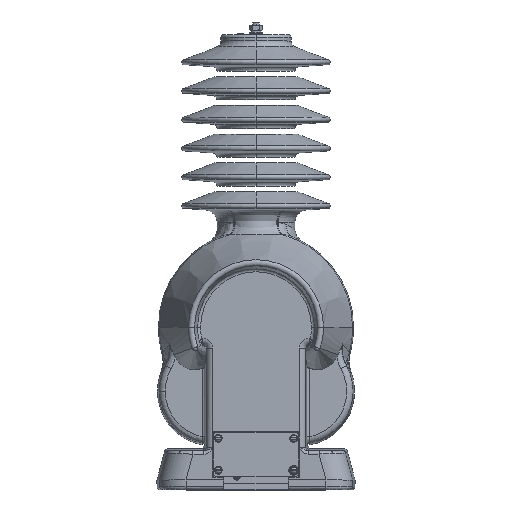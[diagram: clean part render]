
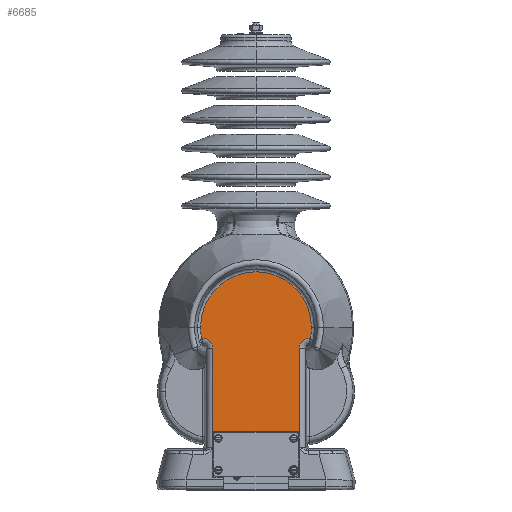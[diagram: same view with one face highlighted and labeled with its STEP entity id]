
A CAD part, top view. The second image highlights one B-rep face of the part: STEP entity #6685.
In plain terms, the highlighted planar face has unit normal (0, 0, 1).
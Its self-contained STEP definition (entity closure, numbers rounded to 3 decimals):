
#178 = VERTEX_POINT ( 'NONE', #1395 ) ;
#180 = VERTEX_POINT ( 'NONE', #1396 ) ;
#181 = VERTEX_POINT ( 'NONE', #1383 ) ;
#182 = VERTEX_POINT ( 'NONE', #1397 ) ;
#183 = VERTEX_POINT ( 'NONE', #1398 ) ;
#184 = VERTEX_POINT ( 'NONE', #1399 ) ;
#185 = VERTEX_POINT ( 'NONE', #1400 ) ;
#186 = VERTEX_POINT ( 'NONE', #1401 ) ;
#187 = VERTEX_POINT ( 'NONE', #1402 ) ;
#1197 = VERTEX_POINT ( 'NONE', #8034 ) ;
#1198 = VERTEX_POINT ( 'NONE', #8035 ) ;
#1202 = VERTEX_POINT ( 'NONE', #8039 ) ;
#1383 = CARTESIAN_POINT ( 'NONE',  ( 67.5, -22.677, 191. ) ) ;
#1395 = CARTESIAN_POINT ( 'NONE',  ( 66., -22., 191. ) ) ;
#1396 = CARTESIAN_POINT ( 'NONE',  ( -66., -22., 191. ) ) ;
#1397 = CARTESIAN_POINT ( 'NONE',  ( 67.5, 108.139, 191. ) ) ;
#1398 = CARTESIAN_POINT ( 'NONE',  ( 83.308, 123.117, 191. ) ) ;
#1399 = CARTESIAN_POINT ( 'NONE',  ( 84.788, 122.935, 191. ) ) ;
#1400 = CARTESIAN_POINT ( 'NONE',  ( -83.308, 123.117, 191. ) ) ;
#1401 = CARTESIAN_POINT ( 'NONE',  ( -67.5, 108.139, 191. ) ) ;
#1402 = CARTESIAN_POINT ( 'NONE',  ( -67.5, -22.677, 191. ) ) ;
#5172 = EDGE_CURVE ( 'NONE', #1197, #1198, #15719, .T. ) ;
#5174 = EDGE_CURVE ( 'NONE', #1202, #1197, #15721, .T. ) ;
#5941 = ORIENTED_EDGE ( 'NONE', *, *, #6136, .F. ) ;
#5942 = ORIENTED_EDGE ( 'NONE', *, *, #6135, .F. ) ;
#5943 = ORIENTED_EDGE ( 'NONE', *, *, #6133, .T. ) ;
#5944 = ORIENTED_EDGE ( 'NONE', *, *, #6137, .T. ) ;
#5945 = ORIENTED_EDGE ( 'NONE', *, *, #6129, .T. ) ;
#5946 = ORIENTED_EDGE ( 'NONE', *, *, #6134, .T. ) ;
#5947 = ORIENTED_EDGE ( 'NONE', *, *, #5174, .T. ) ;
#5948 = ORIENTED_EDGE ( 'NONE', *, *, #5172, .T. ) ;
#5949 = ORIENTED_EDGE ( 'NONE', *, *, #6139, .T. ) ;
#5950 = ORIENTED_EDGE ( 'NONE', *, *, #6141, .T. ) ;
#5951 = ORIENTED_EDGE ( 'NONE', *, *, #6138, .T. ) ;
#5952 = ORIENTED_EDGE ( 'NONE', *, *, #6140, .F. ) ;
#6129 = EDGE_CURVE ( 'NONE', #183, #184, #18530, .T. ) ;
#6133 = EDGE_CURVE ( 'NONE', #181, #182, #19932, .T. ) ;
#6134 = EDGE_CURVE ( 'NONE', #184, #1202, #19935, .T. ) ;
#6135 = EDGE_CURVE ( 'NONE', #181, #178, #19937, .T. ) ;
#6136 = EDGE_CURVE ( 'NONE', #178, #180, #19936, .T. ) ;
#6137 = EDGE_CURVE ( 'NONE', #182, #183, #19939, .T. ) ;
#6138 = EDGE_CURVE ( 'NONE', #186, #187, #19934, .T. ) ;
#6139 = EDGE_CURVE ( 'NONE', #1198, #185, #18532, .T. ) ;
#6140 = EDGE_CURVE ( 'NONE', #180, #187, #19941, .T. ) ;
#6141 = EDGE_CURVE ( 'NONE', #185, #186, #19943, .T. ) ;
#6685 = ADVANCED_FACE ( 'NONE', ( #20573 ), #23206, .F. ) ;
#6728 = EDGE_LOOP ( 'NONE', ( #5941, #5942, #5943, #5944, #5945, #5946, #5947, #5948, #5949, #5950, #5951, #5952 ) ) ;
#8034 = CARTESIAN_POINT ( 'NONE',  ( -86.691, 141., 191. ) ) ;
#8035 = CARTESIAN_POINT ( 'NONE',  ( -84.788, 122.935, 191. ) ) ;
#8039 = CARTESIAN_POINT ( 'NONE',  ( 86.691, 141., 191. ) ) ;
#14930 = AXIS2_PLACEMENT_3D ( 'NONE', #17493, #17550, #17551 ) ;
#14932 = AXIS2_PLACEMENT_3D ( 'NONE', #17559, #17560, #17561 ) ;
#15004 = AXIS2_PLACEMENT_3D ( 'NONE', #19128, #19143, #19144 ) ;
#15007 = AXIS2_PLACEMENT_3D ( 'NONE', #19125, #19145, #19146 ) ;
#15008 = AXIS2_PLACEMENT_3D ( 'NONE', #19157, #19159, #19160 ) ;
#15009 = AXIS2_PLACEMENT_3D ( 'NONE', #19148, #19150, #19151 ) ;
#15010 = AXIS2_PLACEMENT_3D ( 'NONE', #19161, #19162, #19163 ) ;
#15719 = CIRCLE ( 'NONE', #14930, 86.691 ) ;
#15721 = CIRCLE ( 'NONE', #14932, 86.691 ) ;
#17493 = CARTESIAN_POINT ( 'NONE',  ( 0., 141., 191. ) ) ;
#17550 = DIRECTION ( 'NONE',  ( 0., 0., 1. ) ) ;
#17551 = DIRECTION ( 'NONE',  ( 1., 0., 0. ) ) ;
#17559 = CARTESIAN_POINT ( 'NONE',  ( 0., 141., 191. ) ) ;
#17560 = DIRECTION ( 'NONE',  ( 0., 0., 1. ) ) ;
#17561 = DIRECTION ( 'NONE',  ( 1., 0., 0. ) ) ;
#18530 = B_SPLINE_CURVE_WITH_KNOTS ( 'NONE', 3,
 ( #19115, #19122, #19123, #19124 ),
 .UNSPECIFIED., .F., .F.,
 ( 4, 4 ),
 ( 0., 0.001 ),
 .UNSPECIFIED. ) ;
#18532 = B_SPLINE_CURVE_WITH_KNOTS ( 'NONE', 3,
 ( #19149, #19154, #19155, #19156 ),
 .UNSPECIFIED., .F., .F.,
 ( 4, 4 ),
 ( 0., 0.001 ),
 .UNSPECIFIED. ) ;
#19115 = CARTESIAN_POINT ( 'NONE',  ( 83.308, 123.117, 191. ) ) ;
#19122 = CARTESIAN_POINT ( 'NONE',  ( 83.806, 123.09, 191. ) ) ;
#19123 = CARTESIAN_POINT ( 'NONE',  ( 84.299, 123.03, 191. ) ) ;
#19124 = CARTESIAN_POINT ( 'NONE',  ( 84.788, 122.935, 191. ) ) ;
#19125 = CARTESIAN_POINT ( 'NONE',  ( 66., -24., 191. ) ) ;
#19128 = CARTESIAN_POINT ( 'NONE',  ( 0., 141., 191. ) ) ;
#19140 = CARTESIAN_POINT ( 'NONE',  ( 67.5, 108.139, 191. ) ) ;
#19141 = DIRECTION ( 'NONE',  ( 0., 1., 0. ) ) ;
#19142 = CARTESIAN_POINT ( 'NONE',  ( -66., -22., 191. ) ) ;
#19143 = DIRECTION ( 'NONE',  ( 0., 0., 1. ) ) ;
#19144 = DIRECTION ( 'NONE',  ( 1., 0., 0. ) ) ;
#19145 = DIRECTION ( 'NONE',  ( 0., 0., 1. ) ) ;
#19146 = DIRECTION ( 'NONE',  ( -1., 0., 0. ) ) ;
#19147 = DIRECTION ( 'NONE',  ( -1., 0., 0. ) ) ;
#19148 = CARTESIAN_POINT ( 'NONE',  ( 82.5, 108.139, 191. ) ) ;
#19149 = CARTESIAN_POINT ( 'NONE',  ( -84.788, 122.935, 191. ) ) ;
#19150 = DIRECTION ( 'NONE',  ( 0., 0., -1. ) ) ;
#19151 = DIRECTION ( 'NONE',  ( -1., 0., 0. ) ) ;
#19152 = CARTESIAN_POINT ( 'NONE',  ( -67.5, 141., 191. ) ) ;
#19153 = DIRECTION ( 'NONE',  ( 0., -1., 0. ) ) ;
#19154 = CARTESIAN_POINT ( 'NONE',  ( -84.299, 123.03, 191. ) ) ;
#19155 = CARTESIAN_POINT ( 'NONE',  ( -83.806, 123.09, 191. ) ) ;
#19156 = CARTESIAN_POINT ( 'NONE',  ( -83.308, 123.117, 191. ) ) ;
#19157 = CARTESIAN_POINT ( 'NONE',  ( -66., -24., 191. ) ) ;
#19159 = DIRECTION ( 'NONE',  ( 0., 0., 1. ) ) ;
#19160 = DIRECTION ( 'NONE',  ( 1., 0., 0. ) ) ;
#19161 = CARTESIAN_POINT ( 'NONE',  ( -82.5, 108.139, 191. ) ) ;
#19162 = DIRECTION ( 'NONE',  ( 0., 0., -1. ) ) ;
#19163 = DIRECTION ( 'NONE',  ( -1., 0., 0. ) ) ;
#19930 = VECTOR ( 'NONE', #19147, 1000. ) ;
#19931 = VECTOR ( 'NONE', #19153, 1000. ) ;
#19932 = LINE ( 'NONE', #19140, #19933 ) ;
#19933 = VECTOR ( 'NONE', #19141, 1000. ) ;
#19934 = LINE ( 'NONE', #19152, #19931 ) ;
#19935 = CIRCLE ( 'NONE', #15004, 86.691 ) ;
#19936 = LINE ( 'NONE', #19142, #19930 ) ;
#19937 = CIRCLE ( 'NONE', #15007, 2. ) ;
#19939 = CIRCLE ( 'NONE', #15009, 15. ) ;
#19941 = CIRCLE ( 'NONE', #15008, 2. ) ;
#19943 = CIRCLE ( 'NONE', #15010, 15. ) ;
#20573 = FACE_OUTER_BOUND ( 'NONE', #6728, .T. ) ;
#20833 = AXIS2_PLACEMENT_3D ( 'NONE', #23202, #23209, #23210 ) ;
#23202 = CARTESIAN_POINT ( 'NONE',  ( 0., 141., 191. ) ) ;
#23206 = PLANE ( 'NONE',  #20833 ) ;
#23209 = DIRECTION ( 'NONE',  ( 0., 0., -1. ) ) ;
#23210 = DIRECTION ( 'NONE',  ( -1., 0., 0. ) ) ;
